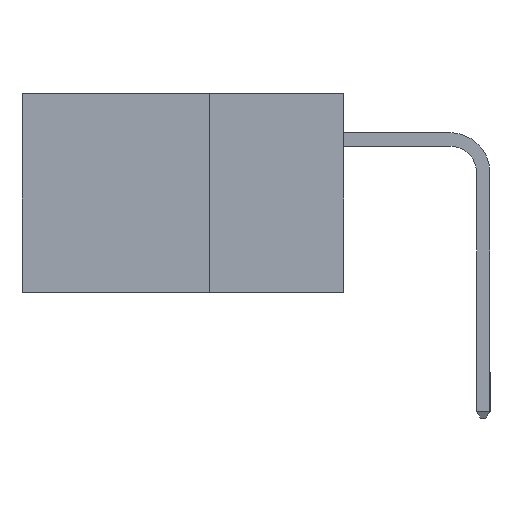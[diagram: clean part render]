
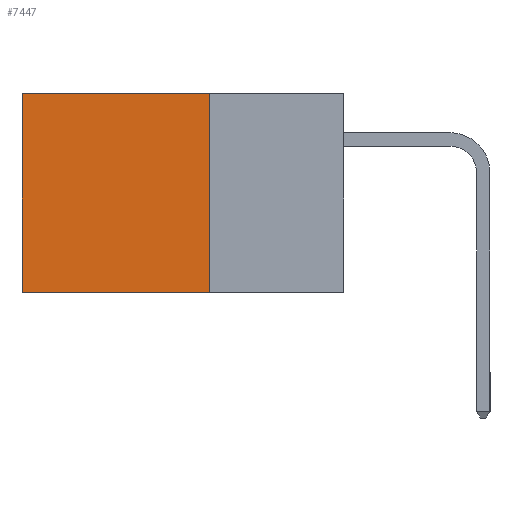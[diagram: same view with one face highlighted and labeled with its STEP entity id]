
A CAD part, left-side view. The second image highlights one B-rep face of the part: STEP entity #7447.
In plain terms, the highlighted planar face has unit normal (-1, 0, 0).
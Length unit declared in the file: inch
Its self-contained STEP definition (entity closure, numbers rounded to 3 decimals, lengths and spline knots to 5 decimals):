
#141 = EDGE_CURVE ( 'NONE', #546, #10970, #1975, .T. ) ;
#412 = DIRECTION ( 'NONE',  ( 0., 1., 0. ) ) ;
#546 = VERTEX_POINT ( 'NONE', #1477 ) ;
#705 = ORIENTED_EDGE ( 'NONE', *, *, #15033, .F. ) ;
#1076 = DIRECTION ( 'NONE',  ( 1., 0., 0. ) ) ;
#1171 = EDGE_CURVE ( 'NONE', #10970, #15693, #7235, .T. ) ;
#1477 = CARTESIAN_POINT ( 'NONE',  ( 0.2615, 0.25, 0. ) ) ;
#1975 = LINE ( 'NONE', #14729, #10699 ) ;
#2397 = FACE_OUTER_BOUND ( 'NONE', #5238, .T. ) ;
#3660 = VECTOR ( 'NONE', #4783, 39.37008 ) ;
#4320 = CARTESIAN_POINT ( 'NONE',  ( 0.2615, 0.25, -0.37 ) ) ;
#4783 = DIRECTION ( 'NONE',  ( 0., 0., -1. ) ) ;
#4830 = ORIENTED_EDGE ( 'NONE', *, *, #14119, .F. ) ;
#5025 = AXIS2_PLACEMENT_3D ( 'NONE', #8525, #1076, #15146 ) ;
#5238 = EDGE_LOOP ( 'NONE', ( #7272, #705, #4830, #16360 ) ) ;
#6031 = PLANE ( 'NONE',  #5025 ) ;
#7235 = LINE ( 'NONE', #15022, #8890 ) ;
#7272 = ORIENTED_EDGE ( 'NONE', *, *, #1171, .T. ) ;
#7447 = ADVANCED_FACE ( 'NONE', ( #2397 ), #6031, .F. ) ;
#8276 = DIRECTION ( 'NONE',  ( 0., 1., 0. ) ) ;
#8525 = CARTESIAN_POINT ( 'NONE',  ( 0.2615, 0.25, -0.37 ) ) ;
#8890 = VECTOR ( 'NONE', #11036, 39.37008 ) ;
#9710 = CARTESIAN_POINT ( 'NONE',  ( 0.2615, 0.6, 0. ) ) ;
#10028 = VECTOR ( 'NONE', #412, 39.37008 ) ;
#10417 = LINE ( 'NONE', #14082, #10028 ) ;
#10699 = VECTOR ( 'NONE', #8276, 39.37008 ) ;
#10970 = VERTEX_POINT ( 'NONE', #9710 ) ;
#11036 = DIRECTION ( 'NONE',  ( 0., 0., -1. ) ) ;
#11213 = VERTEX_POINT ( 'NONE', #4320 ) ;
#13569 = LINE ( 'NONE', #13739, #3660 ) ;
#13739 = CARTESIAN_POINT ( 'NONE',  ( 0.2615, 0.25, -0.37 ) ) ;
#14082 = CARTESIAN_POINT ( 'NONE',  ( 0.2615, 0.25, -0.37 ) ) ;
#14119 = EDGE_CURVE ( 'NONE', #546, #11213, #13569, .T. ) ;
#14729 = CARTESIAN_POINT ( 'NONE',  ( 0.2615, 0.25, 0. ) ) ;
#15022 = CARTESIAN_POINT ( 'NONE',  ( 0.2615, 0.6, -0.37 ) ) ;
#15033 = EDGE_CURVE ( 'NONE', #11213, #15693, #10417, .T. ) ;
#15146 = DIRECTION ( 'NONE',  ( 0., 0., -1. ) ) ;
#15693 = VERTEX_POINT ( 'NONE', #15697 ) ;
#15697 = CARTESIAN_POINT ( 'NONE',  ( 0.2615, 0.6, -0.37 ) ) ;
#16360 = ORIENTED_EDGE ( 'NONE', *, *, #141, .T. ) ;
